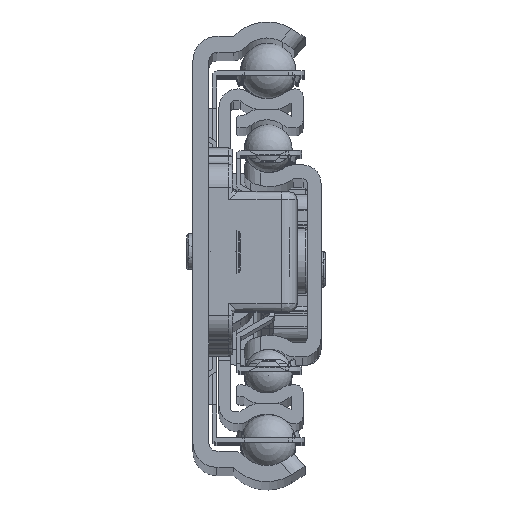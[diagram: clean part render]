
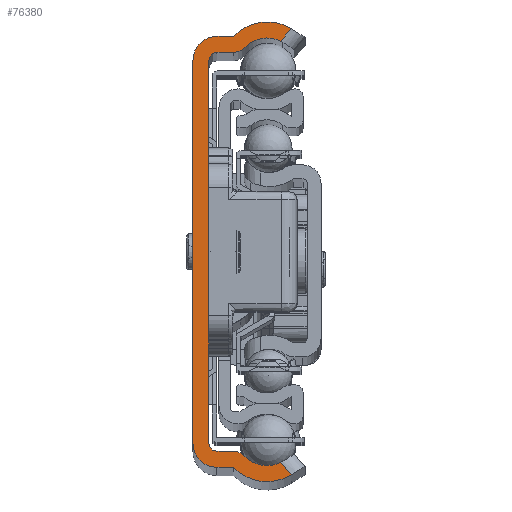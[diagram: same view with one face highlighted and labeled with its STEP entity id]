
A CAD part, top view. The second image highlights one B-rep face of the part: STEP entity #76380.
In plain terms, the highlighted planar face has unit normal (0, 0, 1).
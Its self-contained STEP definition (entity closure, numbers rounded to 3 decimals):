
#7854=LINE('',#131570,#13471);
#7876=LINE('',#131658,#13493);
#7884=LINE('',#131704,#13501);
#7895=LINE('',#131764,#13512);
#7899=LINE('',#131776,#13516);
#7903=LINE('',#131788,#13520);
#7908=LINE('',#131805,#13525);
#7912=LINE('',#131819,#13529);
#13471=VECTOR('',#93563,10.);
#13493=VECTOR('',#93651,10.);
#13501=VECTOR('',#93681,10.);
#13512=VECTOR('',#93728,10.);
#13516=VECTOR('',#93740,10.);
#13520=VECTOR('',#93752,10.);
#13525=VECTOR('',#93773,10.);
#13529=VECTOR('',#93791,10.);
#17285=PLANE('',#81550);
#20162=FACE_OUTER_BOUND('',#24125,.T.);
#24125=EDGE_LOOP('',(#58725,#58726,#58727,#58728,#58729,#58730,#58731,#58732,
#58733,#58734,#58735,#58736,#58737,#58738,#58739,#58740,#58741,#58742));
#27496=CIRCLE('',#81502,5.8);
#27498=CIRCLE('',#81511,3.8);
#27499=CIRCLE('',#81521,3.8);
#27501=CIRCLE('',#81524,2.);
#27503=CIRCLE('',#81528,1.);
#27505=CIRCLE('',#81532,1.);
#27507=CIRCLE('',#81536,2.);
#27509=CIRCLE('',#81540,5.8);
#27511=CIRCLE('',#81544,3.);
#27513=CIRCLE('',#81547,3.);
#32482=VERTEX_POINT('',#131568);
#32483=VERTEX_POINT('',#131569);
#32511=VERTEX_POINT('',#131652);
#32512=VERTEX_POINT('',#131657);
#32519=VERTEX_POINT('',#131679);
#32526=VERTEX_POINT('',#131698);
#32527=VERTEX_POINT('',#131703);
#32531=VERTEX_POINT('',#131719);
#32538=VERTEX_POINT('',#131751);
#32540=VERTEX_POINT('',#131757);
#32542=VERTEX_POINT('',#131763);
#32544=VERTEX_POINT('',#131769);
#32546=VERTEX_POINT('',#131775);
#32548=VERTEX_POINT('',#131781);
#32550=VERTEX_POINT('',#131787);
#32552=VERTEX_POINT('',#131798);
#32554=VERTEX_POINT('',#131804);
#32556=VERTEX_POINT('',#131813);
#41890=EDGE_CURVE('',#32482,#32483,#7854,.T.);
#41933=EDGE_CURVE('',#32511,#32512,#7876,.T.);
#41942=EDGE_CURVE('',#32519,#32511,#27496,.T.);
#41951=EDGE_CURVE('',#32526,#32527,#7884,.T.);
#41957=EDGE_CURVE('',#32531,#32526,#27498,.T.);
#41969=EDGE_CURVE('',#32512,#32538,#27499,.T.);
#41972=EDGE_CURVE('',#32538,#32540,#27501,.T.);
#41975=EDGE_CURVE('',#32540,#32542,#7895,.T.);
#41978=EDGE_CURVE('',#32542,#32544,#27503,.T.);
#41981=EDGE_CURVE('',#32544,#32546,#7899,.T.);
#41984=EDGE_CURVE('',#32546,#32548,#27505,.T.);
#41987=EDGE_CURVE('',#32548,#32550,#7903,.T.);
#41990=EDGE_CURVE('',#32550,#32531,#27507,.T.);
#41993=EDGE_CURVE('',#32527,#32552,#27509,.T.);
#41996=EDGE_CURVE('',#32552,#32554,#7908,.T.);
#41999=EDGE_CURVE('',#32554,#32482,#27511,.T.);
#42001=EDGE_CURVE('',#32483,#32556,#27513,.T.);
#42004=EDGE_CURVE('',#32556,#32519,#7912,.T.);
#58725=ORIENTED_EDGE('',*,*,#41933,.F.);
#58726=ORIENTED_EDGE('',*,*,#41942,.F.);
#58727=ORIENTED_EDGE('',*,*,#42004,.F.);
#58728=ORIENTED_EDGE('',*,*,#42001,.F.);
#58729=ORIENTED_EDGE('',*,*,#41890,.F.);
#58730=ORIENTED_EDGE('',*,*,#41999,.F.);
#58731=ORIENTED_EDGE('',*,*,#41996,.F.);
#58732=ORIENTED_EDGE('',*,*,#41993,.F.);
#58733=ORIENTED_EDGE('',*,*,#41951,.F.);
#58734=ORIENTED_EDGE('',*,*,#41957,.F.);
#58735=ORIENTED_EDGE('',*,*,#41990,.F.);
#58736=ORIENTED_EDGE('',*,*,#41987,.F.);
#58737=ORIENTED_EDGE('',*,*,#41984,.F.);
#58738=ORIENTED_EDGE('',*,*,#41981,.F.);
#58739=ORIENTED_EDGE('',*,*,#41978,.F.);
#58740=ORIENTED_EDGE('',*,*,#41975,.F.);
#58741=ORIENTED_EDGE('',*,*,#41972,.F.);
#58742=ORIENTED_EDGE('',*,*,#41969,.F.);
#76380=ADVANCED_FACE('',(#20162),#17285,.T.);
#81502=AXIS2_PLACEMENT_3D('',#131681,#93663,#93664);
#81511=AXIS2_PLACEMENT_3D('',#131721,#93688,#93689);
#81521=AXIS2_PLACEMENT_3D('',#131752,#93714,#93715);
#81524=AXIS2_PLACEMENT_3D('',#131758,#93721,#93722);
#81528=AXIS2_PLACEMENT_3D('',#131770,#93733,#93734);
#81532=AXIS2_PLACEMENT_3D('',#131782,#93745,#93746);
#81536=AXIS2_PLACEMENT_3D('',#131793,#93757,#93758);
#81540=AXIS2_PLACEMENT_3D('',#131799,#93766,#93767);
#81544=AXIS2_PLACEMENT_3D('',#131810,#93778,#93779);
#81547=AXIS2_PLACEMENT_3D('',#131814,#93784,#93785);
#81550=AXIS2_PLACEMENT_3D('',#131821,#93793,#93794);
#93563=DIRECTION('',(0.,1.,0.));
#93651=DIRECTION('',(-0.653,-0.757,0.));
#93663=DIRECTION('center_axis',(0.,0.,-1.));
#93664=DIRECTION('ref_axis',(-0.525,-0.851,0.));
#93681=DIRECTION('',(0.653,-0.757,0.));
#93688=DIRECTION('center_axis',(0.,0.,1.));
#93689=DIRECTION('ref_axis',(-0.724,-0.69,0.));
#93714=DIRECTION('center_axis',(0.,0.,1.));
#93715=DIRECTION('ref_axis',(0.525,0.851,0.));
#93721=DIRECTION('center_axis',(0.,0.,-1.));
#93722=DIRECTION('ref_axis',(0.,1.,0.));
#93728=DIRECTION('',(-1.,0.,0.));
#93733=DIRECTION('center_axis',(0.,0.,1.));
#93734=DIRECTION('ref_axis',(0.,1.,0.));
#93740=DIRECTION('',(0.,-1.,0.));
#93745=DIRECTION('center_axis',(0.,0.,1.));
#93746=DIRECTION('ref_axis',(-1.,0.,0.));
#93752=DIRECTION('',(1.,0.,0.));
#93757=DIRECTION('center_axis',(0.,0.,-1.));
#93758=DIRECTION('ref_axis',(-0.724,-0.69,0.));
#93766=DIRECTION('center_axis',(0.,0.,-1.));
#93767=DIRECTION('ref_axis',(0.724,0.69,0.));
#93773=DIRECTION('',(-1.,0.,0.));
#93778=DIRECTION('center_axis',(0.,0.,-1.));
#93779=DIRECTION('ref_axis',(1.,0.,0.));
#93784=DIRECTION('center_axis',(0.,0.,-1.));
#93785=DIRECTION('ref_axis',(0.,-1.,0.));
#93791=DIRECTION('',(1.,0.,0.));
#93793=DIRECTION('center_axis',(0.,0.,1.));
#93794=DIRECTION('ref_axis',(1.,0.,0.));
#131568=CARTESIAN_POINT('',(-9.25,-23.9,600.));
#131569=CARTESIAN_POINT('',(-9.25,23.9,600.));
#131570=CARTESIAN_POINT('',(-9.25,-23.9,600.));
#131652=CARTESIAN_POINT('',(3.027,27.848,600.));
#131657=CARTESIAN_POINT('',(1.693,26.302,600.));
#131658=CARTESIAN_POINT('',(-5.642,17.798,600.));
#131679=CARTESIAN_POINT('',(-4.2,26.9,600.));
#131681=CARTESIAN_POINT('Origin',(0.,22.9,
600.));
#131698=CARTESIAN_POINT('',(1.693,-26.302,600.));
#131703=CARTESIAN_POINT('',(3.027,-27.848,600.));
#131704=CARTESIAN_POINT('',(-6.304,-17.031,600.));
#131719=CARTESIAN_POINT('',(-2.752,-25.521,600.));
#131721=CARTESIAN_POINT('Origin',(0.,-22.9,
600.));
#131751=CARTESIAN_POINT('',(-2.752,25.521,600.));
#131752=CARTESIAN_POINT('Origin',(0.,22.9,
600.));
#131757=CARTESIAN_POINT('',(-4.2,24.9,600.));
#131758=CARTESIAN_POINT('Origin',(-4.2,26.9,600.));
#131763=CARTESIAN_POINT('',(-6.25,24.9,600.));
#131764=CARTESIAN_POINT('',(-4.2,24.9,600.));
#131769=CARTESIAN_POINT('',(-7.25,23.9,600.));
#131770=CARTESIAN_POINT('Origin',(-6.25,23.9,600.));
#131775=CARTESIAN_POINT('',(-7.25,-23.9,600.));
#131776=CARTESIAN_POINT('',(-7.25,23.9,600.));
#131781=CARTESIAN_POINT('',(-6.25,-24.9,600.));
#131782=CARTESIAN_POINT('Origin',(-6.25,-23.9,600.));
#131787=CARTESIAN_POINT('',(-4.2,-24.9,600.));
#131788=CARTESIAN_POINT('',(-6.25,-24.9,600.));
#131793=CARTESIAN_POINT('Origin',(-4.2,-26.9,600.));
#131798=CARTESIAN_POINT('',(-4.2,-26.9,600.));
#131799=CARTESIAN_POINT('Origin',(0.,-22.9,
600.));
#131804=CARTESIAN_POINT('',(-6.25,-26.9,600.));
#131805=CARTESIAN_POINT('',(-4.2,-26.9,600.));
#131810=CARTESIAN_POINT('Origin',(-6.25,-23.9,600.));
#131813=CARTESIAN_POINT('',(-6.25,26.9,600.));
#131814=CARTESIAN_POINT('Origin',(-6.25,23.9,600.));
#131819=CARTESIAN_POINT('',(-6.25,26.9,600.));
#131821=CARTESIAN_POINT('Origin',(-5.819,0.,
600.));
